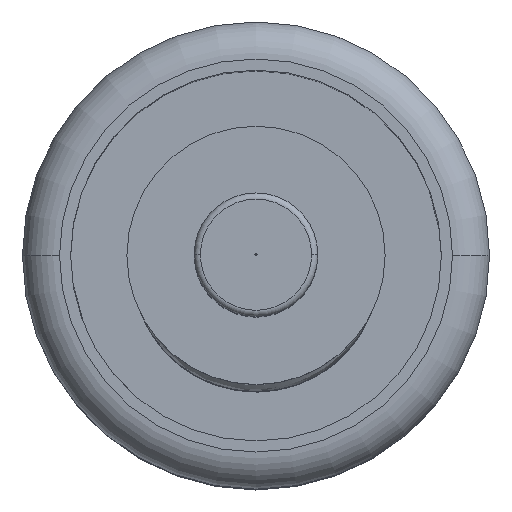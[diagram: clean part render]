
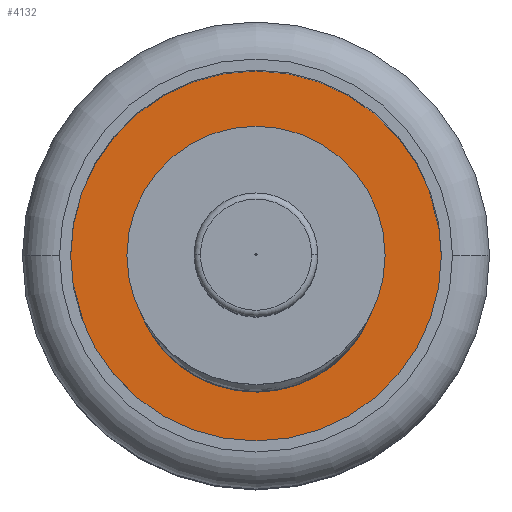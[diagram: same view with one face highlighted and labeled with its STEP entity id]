
A CAD part, top view. The second image highlights one B-rep face of the part: STEP entity #4132.
In plain terms, the highlighted planar face has unit normal (0, 0, 1).
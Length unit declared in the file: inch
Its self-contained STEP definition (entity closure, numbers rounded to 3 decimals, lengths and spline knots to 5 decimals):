
#90 = VERTEX_POINT ( 'NONE', #2495 ) ;
#143 = FACE_BOUND ( 'NONE', #553, .T. ) ;
#283 = CARTESIAN_POINT ( 'NONE',  ( -0.15, 0., 0.256 ) ) ;
#413 = VERTEX_POINT ( 'NONE', #283 ) ;
#553 = EDGE_LOOP ( 'NONE', ( #4012, #5820 ) ) ;
#755 = VERTEX_POINT ( 'NONE', #4631 ) ;
#861 = DIRECTION ( 'NONE',  ( 1., 0., 0. ) ) ;
#876 = PLANE ( 'NONE',  #5558 ) ;
#982 = DIRECTION ( 'NONE',  ( 0., 0., 1. ) ) ;
#1215 = VERTEX_POINT ( 'NONE', #5018 ) ;
#1288 = CIRCLE ( 'NONE', #2538, 0.15 ) ;
#1372 = DIRECTION ( 'NONE',  ( 0., 0., 1. ) ) ;
#1383 = AXIS2_PLACEMENT_3D ( 'NONE', #3822, #2592, #5825 ) ;
#1470 = CARTESIAN_POINT ( 'NONE',  ( 0., 0., 0.256 ) ) ;
#1741 = EDGE_CURVE ( 'NONE', #413, #755, #1288, .T. ) ;
#2022 = DIRECTION ( 'NONE',  ( 1., 0., 0. ) ) ;
#2064 = CARTESIAN_POINT ( 'NONE',  ( 0., 0., 0.256 ) ) ;
#2445 = CIRCLE ( 'NONE', #1383, 0.15 ) ;
#2495 = CARTESIAN_POINT ( 'NONE',  ( 0.06, 0., 0.256 ) ) ;
#2538 = AXIS2_PLACEMENT_3D ( 'NONE', #2689, #3177, #3551 ) ;
#2592 = DIRECTION ( 'NONE',  ( 0., 0., 1. ) ) ;
#2689 = CARTESIAN_POINT ( 'NONE',  ( 0., 0., 0.256 ) ) ;
#3177 = DIRECTION ( 'NONE',  ( 0., 0., 1. ) ) ;
#3436 = AXIS2_PLACEMENT_3D ( 'NONE', #1470, #982, #2022 ) ;
#3551 = DIRECTION ( 'NONE',  ( 1., 0., 0. ) ) ;
#3765 = ORIENTED_EDGE ( 'NONE', *, *, #6311, .T. ) ;
#3822 = CARTESIAN_POINT ( 'NONE',  ( 0., 0., 0.256 ) ) ;
#4012 = ORIENTED_EDGE ( 'NONE', *, *, #5240, .F. ) ;
#4132 = ADVANCED_FACE ( 'NONE', ( #5532, #143 ), #876, .T. ) ;
#4348 = ORIENTED_EDGE ( 'NONE', *, *, #1741, .T. ) ;
#4631 = CARTESIAN_POINT ( 'NONE',  ( 0.15, 0., 0.256 ) ) ;
#4746 = DIRECTION ( 'NONE',  ( 0., 0., 1. ) ) ;
#4754 = EDGE_CURVE ( 'NONE', #90, #1215, #5757, .T. ) ;
#4898 = AXIS2_PLACEMENT_3D ( 'NONE', #2064, #4746, #5935 ) ;
#5018 = CARTESIAN_POINT ( 'NONE',  ( -0.06, 0., 0.256 ) ) ;
#5045 = CARTESIAN_POINT ( 'NONE',  ( 0., 0., 0.256 ) ) ;
#5240 = EDGE_CURVE ( 'NONE', #1215, #90, #6316, .T. ) ;
#5532 = FACE_OUTER_BOUND ( 'NONE', #5779, .T. ) ;
#5558 = AXIS2_PLACEMENT_3D ( 'NONE', #5045, #1372, #861 ) ;
#5757 = CIRCLE ( 'NONE', #4898, 0.06 ) ;
#5779 = EDGE_LOOP ( 'NONE', ( #3765, #4348 ) ) ;
#5820 = ORIENTED_EDGE ( 'NONE', *, *, #4754, .F. ) ;
#5825 = DIRECTION ( 'NONE',  ( 1., 0., 0. ) ) ;
#5935 = DIRECTION ( 'NONE',  ( 1., 0., 0. ) ) ;
#6311 = EDGE_CURVE ( 'NONE', #755, #413, #2445, .T. ) ;
#6316 = CIRCLE ( 'NONE', #3436, 0.06 ) ;
